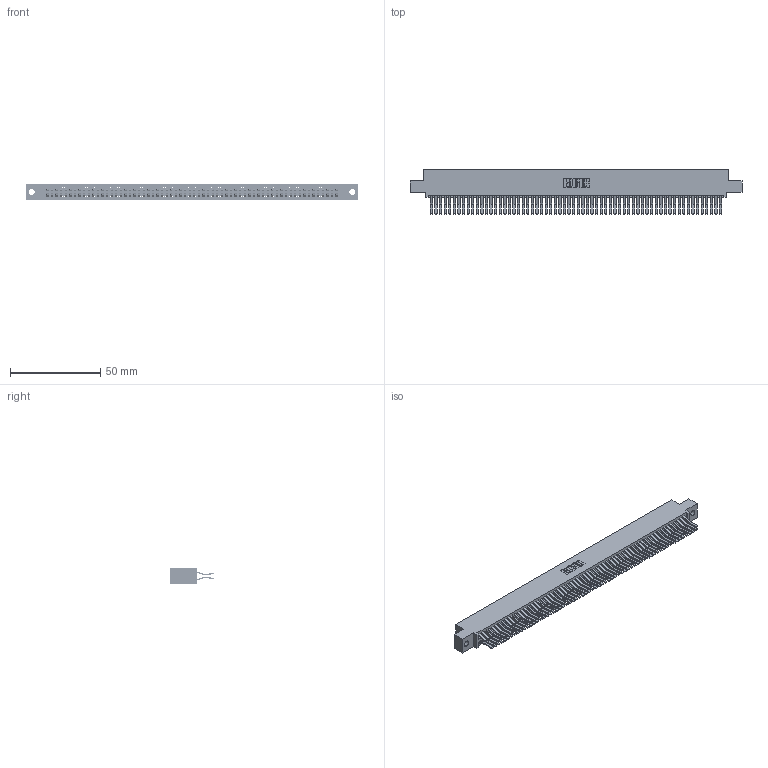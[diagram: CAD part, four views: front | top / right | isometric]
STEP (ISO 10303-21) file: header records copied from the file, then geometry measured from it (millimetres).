
FILE_DESCRIPTION (( 'STEP AP203' ), '1' );
FILE_NAME ('395-128-560-502.STEP', '2018-12-04T14:30:03', ( '' ), ( '' ), 'SwSTEP 2.0', 'SolidWorks 2016', '' );
FILE_SCHEMA (( 'CONFIG_CONTROL_DESIGN' ));
Length unit declared in the file: inch
Products named in the file (3): 395-128-560-502; 345 Part_0.110 Offset - 0.128 Dia; 345-292-001_560 Tail
Assembly tree (129 placements, depth 2):
  395-128-560-502
    345 Part_0.110 Offset - 0.128 Dia
    345-292-001_560 Tail  x128
Bounding box: 183.77 x 24.45 x 9.4 mm (x, y, z)
Volume: 18784.7 mm3; surface area: 30170.9 mm2
Topology: 129 solids, 129 shells, 6786 faces, 20193 edges, 13290 vertices
Faces by surface type: plane 4308, cylinder 2478
Entity records: 47477 total; most frequent: CARTESIAN_POINT 7940, ORIENTED_EDGE 7874, DIRECTION 6977, EDGE_CURVE 3937, LINE 3545, VECTOR 3545, VERTEX_POINT 2622, AXIS2_PLACEMENT_3D 1716
